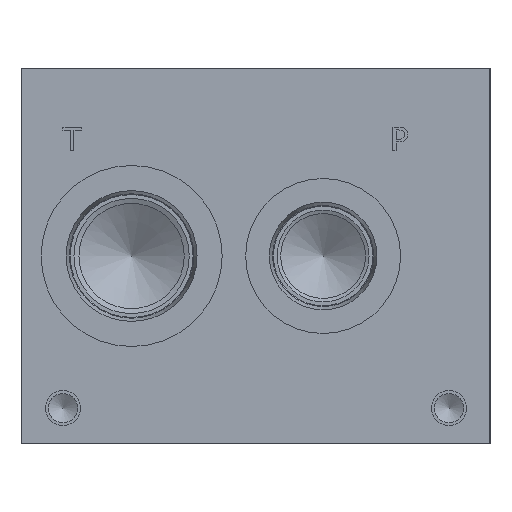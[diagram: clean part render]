
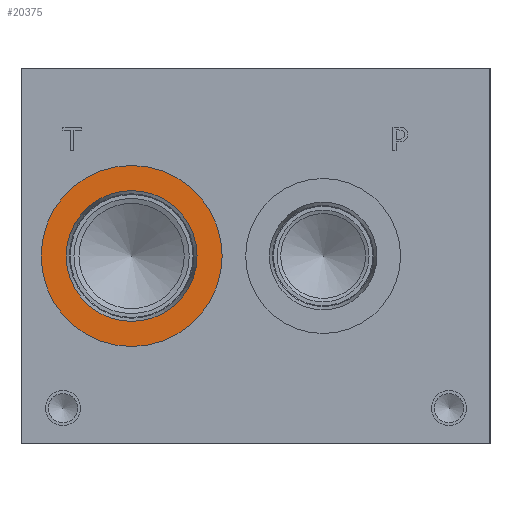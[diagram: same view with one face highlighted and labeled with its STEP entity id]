
A CAD part, left-side view. The second image highlights one B-rep face of the part: STEP entity #20375.
In plain terms, the highlighted planar face has unit normal (-1, 0, 0).
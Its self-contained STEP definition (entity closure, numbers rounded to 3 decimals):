
#685=CIRCLE('',#21372,24.562);
#686=CIRCLE('',#21373,24.562);
#687=CIRCLE('',#21375,17.755);
#688=CIRCLE('',#21376,17.755);
#1816=FACE_BOUND('',#3856,.T.);
#2667=FACE_OUTER_BOUND('',#3855,.T.);
#3855=EDGE_LOOP('',(#16656,#16657));
#3856=EDGE_LOOP('',(#16658,#16659));
#9150=VERTEX_POINT('',#34189);
#9151=VERTEX_POINT('',#34191);
#9152=VERTEX_POINT('',#34195);
#9153=VERTEX_POINT('',#34196);
#11819=EDGE_CURVE('',#9150,#9151,#685,.T.);
#11820=EDGE_CURVE('',#9151,#9150,#686,.T.);
#11821=EDGE_CURVE('',#9152,#9153,#687,.T.);
#11822=EDGE_CURVE('',#9153,#9152,#688,.T.);
#16656=ORIENTED_EDGE('',*,*,#11820,.F.);
#16657=ORIENTED_EDGE('',*,*,#11819,.F.);
#16658=ORIENTED_EDGE('',*,*,#11821,.T.);
#16659=ORIENTED_EDGE('',*,*,#11822,.T.);
#18920=PLANE('',#21374);
#20375=ADVANCED_FACE('',(#2667,#1816),#18920,.F.);
#21372=AXIS2_PLACEMENT_3D('',#34192,#25014,#25015);
#21373=AXIS2_PLACEMENT_3D('',#34193,#25016,#25017);
#21374=AXIS2_PLACEMENT_3D('',#34194,#25018,#25019);
#21375=AXIS2_PLACEMENT_3D('',#34197,#25020,#25021);
#21376=AXIS2_PLACEMENT_3D('',#34198,#25022,#25023);
#25014=DIRECTION('center_axis',(1.,0.,0.));
#25015=DIRECTION('ref_axis',(0.,0.,-1.));
#25016=DIRECTION('center_axis',(1.,0.,0.));
#25017=DIRECTION('ref_axis',(0.,0.,-1.));
#25018=DIRECTION('center_axis',(1.,0.,0.));
#25019=DIRECTION('ref_axis',(0.,0.,-1.));
#25020=DIRECTION('center_axis',(1.,0.,0.));
#25021=DIRECTION('ref_axis',(0.,0.,-1.));
#25022=DIRECTION('center_axis',(1.,0.,0.));
#25023=DIRECTION('ref_axis',(0.,0.,-1.));
#34189=CARTESIAN_POINT('',(0.787,97.257,26.238));
#34191=CARTESIAN_POINT('',(0.787,97.257,75.362));
#34192=CARTESIAN_POINT('Origin',(0.787,97.257,50.8));
#34193=CARTESIAN_POINT('Origin',(0.787,97.257,50.8));
#34194=CARTESIAN_POINT('Origin',(0.787,97.257,68.555));
#34195=CARTESIAN_POINT('',(0.787,97.257,68.555));
#34196=CARTESIAN_POINT('',(0.787,97.257,33.045));
#34197=CARTESIAN_POINT('Origin',(0.787,97.257,50.8));
#34198=CARTESIAN_POINT('Origin',(0.787,97.257,50.8));
